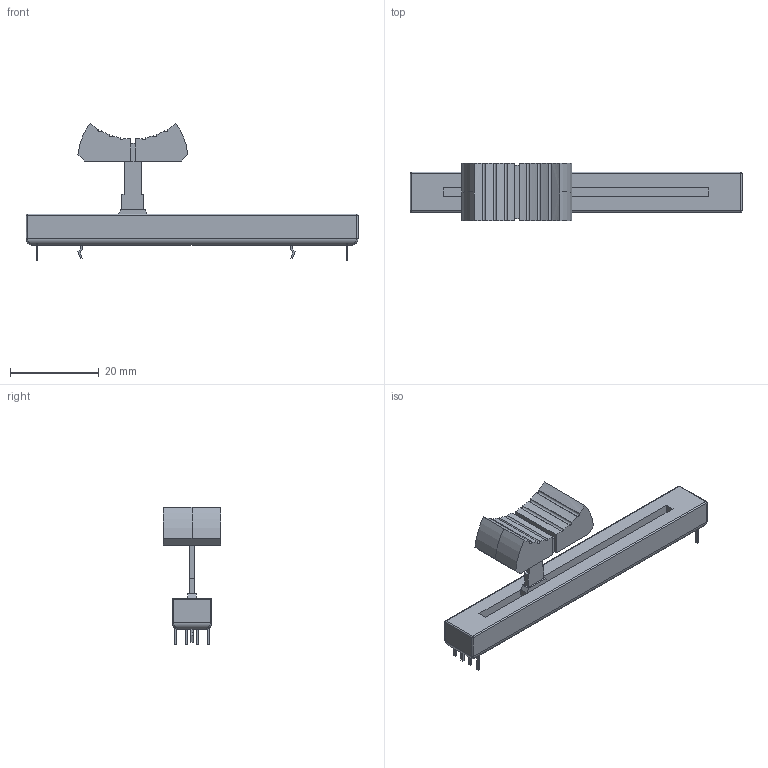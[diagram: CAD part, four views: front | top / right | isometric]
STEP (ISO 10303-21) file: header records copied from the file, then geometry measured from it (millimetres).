
FILE_DESCRIPTION(('Open CASCADE Model'),'2;1');
FILE_NAME('Open CASCADE Shape Model','2021-03-30T18:24:12',('Author'),( 'Open CASCADE'),'Open CASCADE STEP processor 7.5','Open CASCADE 7.5' ,'Unknown');
FILE_SCHEMA(('AUTOMOTIVE_DESIGN { 1 0 10303 214 1 1 1 1 }'));
Length unit declared in the file: millimetre
Products named in the file (27): CQ assembly; 5bc96c4e-9174-11eb-a0d7-8c1645fe51f1; 5bc96c4e-9174-11eb-a0d7-8c1645fe51f1_part; 5bdefa78-9174-11eb-a0d7-8c1645fe51f1; 5bdefa78-9174-11eb-a0d7-8c1645fe51f1_part; 5bdfdfa6-9174-11eb-a0d7-8c1645fe51f1; 5bdfdfa6-9174-11eb-a0d7-8c1645fe51f1_part; 5be0c0e2-9174-11eb-a0d7-8c1645fe51f1; 5be0c0e2-9174-11eb-a0d7-8c1645fe51f1_part; 5be19bac-9174-11eb-a0d7-8c1645fe51f1; 5be19bac-9174-11eb-a0d7-8c1645fe51f1_part; 5be2798c-9174-11eb-a0d7-8c1645fe51f1; 5be2798c-9174-11eb-a0d7-8c1645fe51f1_part; 5be35c8a-9174-11eb-a0d7-8c1645fe51f1; 5be35c8a-9174-11eb-a0d7-8c1645fe51f1_part; 5be4347a-9174-11eb-a0d7-8c1645fe51f1; 5be4347a-9174-11eb-a0d7-8c1645fe51f1_part; 5bf3af68-9174-11eb-a0d7-8c1645fe51f1; 5bf3af68-9174-11eb-a0d7-8c1645fe51f1_part; 5c01a550-9174-11eb-a0d7-8c1645fe51f1; 5c01a550-9174-11eb-a0d7-8c1645fe51f1_part; 5c2459d8-9174-11eb-a0d7-8c1645fe51f1; 5c2459d8-9174-11eb-a0d7-8c1645fe51f1_part; 5cb7443c-9174-11eb-a0d7-8c1645fe51f1; 5cb7443c-9174-11eb-a0d7-8c1645fe51f1_part; 5cb80944-9174-11eb-a0d7-8c1645fe51f1; 5cb80944-9174-11eb-a0d7-8c1645fe51f1_part
Assembly tree (26 placements, depth 4):
  CQ assembly
    5bc96c4e-9174-11eb-a0d7-8c1645fe51f1
      5bc96c4e-9174-11eb-a0d7-8c1645fe51f1_part
      5bdefa78-9174-11eb-a0d7-8c1645fe51f1
        5bdefa78-9174-11eb-a0d7-8c1645fe51f1_part
      5bdfdfa6-9174-11eb-a0d7-8c1645fe51f1
        5bdfdfa6-9174-11eb-a0d7-8c1645fe51f1_part
      5be0c0e2-9174-11eb-a0d7-8c1645fe51f1
        5be0c0e2-9174-11eb-a0d7-8c1645fe51f1_part
      5be19bac-9174-11eb-a0d7-8c1645fe51f1
        5be19bac-9174-11eb-a0d7-8c1645fe51f1_part
      5be2798c-9174-11eb-a0d7-8c1645fe51f1
        5be2798c-9174-11eb-a0d7-8c1645fe51f1_part
      5be35c8a-9174-11eb-a0d7-8c1645fe51f1
        5be35c8a-9174-11eb-a0d7-8c1645fe51f1_part
      5be4347a-9174-11eb-a0d7-8c1645fe51f1
        5be4347a-9174-11eb-a0d7-8c1645fe51f1_part
      5bf3af68-9174-11eb-a0d7-8c1645fe51f1
        5bf3af68-9174-11eb-a0d7-8c1645fe51f1_part
      5c01a550-9174-11eb-a0d7-8c1645fe51f1
        5c01a550-9174-11eb-a0d7-8c1645fe51f1_part
      5c2459d8-9174-11eb-a0d7-8c1645fe51f1
        5c2459d8-9174-11eb-a0d7-8c1645fe51f1_part
      5cb7443c-9174-11eb-a0d7-8c1645fe51f1
        5cb7443c-9174-11eb-a0d7-8c1645fe51f1_part
      5cb80944-9174-11eb-a0d7-8c1645fe51f1
        5cb80944-9174-11eb-a0d7-8c1645fe51f1_part
Bounding box: 75 x 13 x 31.04 mm (x, y, z)
Volume: 6314.6 mm3; surface area: 4445.9 mm2
Topology: 13 solids, 13 shells, 138 faces, 314 edges, 196 vertices
Faces by surface type: plane 100, cylinder 26, bspline 4, sphere 4, extrusion 4
Entity records: 8659 total; most frequent: CARTESIAN_POINT 1869, DIRECTION 1191, VECTOR 761, LINE 757, ORIENTED_EDGE 612, PCURVE 612, DEFINITIONAL_REPRESENTATION 612, EDGE_CURVE 306
